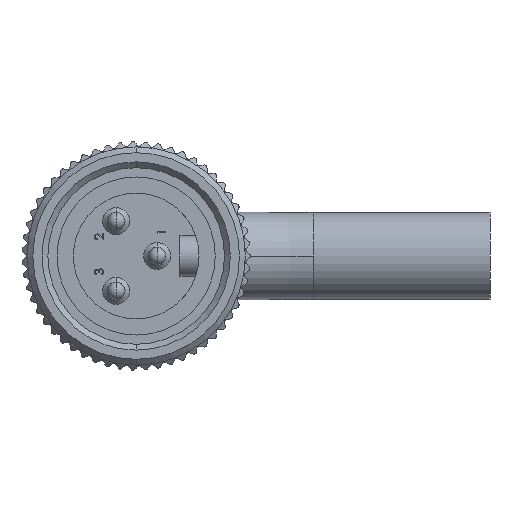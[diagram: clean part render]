
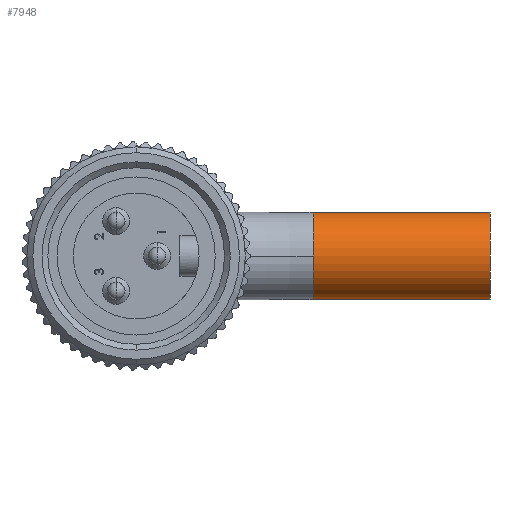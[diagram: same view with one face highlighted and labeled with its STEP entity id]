
A CAD part, left-side view. The second image highlights one B-rep face of the part: STEP entity #7948.
In plain terms, the highlighted cylindrical face has radius 4.955 mm (diameter 9.91 mm), a partial arc.
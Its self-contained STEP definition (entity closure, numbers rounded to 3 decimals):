
#62 = DIRECTION ( 'NONE',  ( 0., 0., -1. ) ) ;
#202 = CARTESIAN_POINT ( 'NONE',  ( 72.195, -20., 4.955 ) ) ;
#1009 = CARTESIAN_POINT ( 'NONE',  ( 72.195, -20., -4.955 ) ) ;
#1019 = CARTESIAN_POINT ( 'NONE',  ( 72.195, -20., -4.955 ) ) ;
#1055 = CARTESIAN_POINT ( 'NONE',  ( 72.195, -40., 0. ) ) ;
#1271 = CARTESIAN_POINT ( 'NONE',  ( 67.24, -20., 0. ) ) ;
#1452 = CARTESIAN_POINT ( 'NONE',  ( 72.195, -40., 4.955 ) ) ;
#1518 = LINE ( 'NONE', #202, #5376 ) ;
#2670 = DIRECTION ( 'NONE',  ( 0., -1., 0. ) ) ;
#2703 = DIRECTION ( 'NONE',  ( 0., 0., -1. ) ) ;
#3222 = CARTESIAN_POINT ( 'NONE',  ( 72.195, -20., 0. ) ) ;
#3347 = VERTEX_POINT ( 'NONE', #17623 ) ;
#4041 = LINE ( 'NONE', #1009, #12278 ) ;
#4478 = AXIS2_PLACEMENT_3D ( 'NONE', #19229, #9912, #62 ) ;
#5376 = VECTOR ( 'NONE', #6618, 1000. ) ;
#5833 = CARTESIAN_POINT ( 'NONE',  ( 72.195, -40., -4.955 ) ) ;
#6382 = VERTEX_POINT ( 'NONE', #5833 ) ;
#6603 = DIRECTION ( 'NONE',  ( 0., -1., 0. ) ) ;
#6618 = DIRECTION ( 'NONE',  ( 0., -1., 0. ) ) ;
#6763 = ORIENTED_EDGE ( 'NONE', *, *, #8512, .F. ) ;
#7602 = ORIENTED_EDGE ( 'NONE', *, *, #7933, .T. ) ;
#7803 = AXIS2_PLACEMENT_3D ( 'NONE', #3222, #6603, #13114 ) ;
#7933 = EDGE_CURVE ( 'NONE', #3347, #20014, #16275, .T. ) ;
#7948 = ADVANCED_FACE ( 'NONE', ( #15782 ), #15300, .T. ) ;
#8498 = ORIENTED_EDGE ( 'NONE', *, *, #19452, .T. ) ;
#8512 = EDGE_CURVE ( 'NONE', #9997, #6382, #18600, .T. ) ;
#9392 = DIRECTION ( 'NONE',  ( 0., -1., 0. ) ) ;
#9912 = DIRECTION ( 'NONE',  ( 0., -1., 0. ) ) ;
#9997 = VERTEX_POINT ( 'NONE', #1452 ) ;
#10439 = ORIENTED_EDGE ( 'NONE', *, *, #18449, .F. ) ;
#12278 = VECTOR ( 'NONE', #2670, 1000. ) ;
#12545 = DIRECTION ( 'NONE',  ( 0., -1., 0. ) ) ;
#12887 = AXIS2_PLACEMENT_3D ( 'NONE', #1055, #12545, #2703 ) ;
#13114 = DIRECTION ( 'NONE',  ( 0., 0., -1. ) ) ;
#14650 = AXIS2_PLACEMENT_3D ( 'NONE', #18771, #9392, #20278 ) ;
#15300 = CYLINDRICAL_SURFACE ( 'NONE', #7803, 4.955 ) ;
#15677 = CIRCLE ( 'NONE', #14650, 4.955 ) ;
#15782 = FACE_OUTER_BOUND ( 'NONE', #17287, .T. ) ;
#16275 = CIRCLE ( 'NONE', #4478, 4.955 ) ;
#17287 = EDGE_LOOP ( 'NONE', ( #10439, #7602, #18576, #8498, #6763 ) ) ;
#17623 = CARTESIAN_POINT ( 'NONE',  ( 72.195, -20., 4.955 ) ) ;
#17783 = VERTEX_POINT ( 'NONE', #1019 ) ;
#18449 = EDGE_CURVE ( 'NONE', #3347, #9997, #1518, .T. ) ;
#18576 = ORIENTED_EDGE ( 'NONE', *, *, #20393, .T. ) ;
#18600 = CIRCLE ( 'NONE', #12887, 4.955 ) ;
#18771 = CARTESIAN_POINT ( 'NONE',  ( 72.195, -20., 0. ) ) ;
#19229 = CARTESIAN_POINT ( 'NONE',  ( 72.195, -20., 0. ) ) ;
#19452 = EDGE_CURVE ( 'NONE', #17783, #6382, #4041, .T. ) ;
#20014 = VERTEX_POINT ( 'NONE', #1271 ) ;
#20278 = DIRECTION ( 'NONE',  ( 0., 0., -1. ) ) ;
#20393 = EDGE_CURVE ( 'NONE', #20014, #17783, #15677, .T. ) ;
